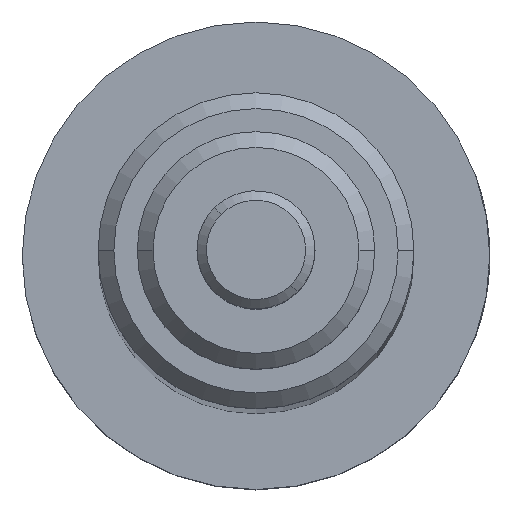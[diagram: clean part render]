
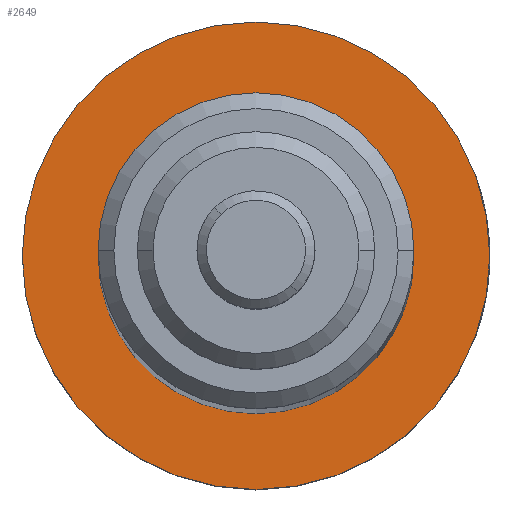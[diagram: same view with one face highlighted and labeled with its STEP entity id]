
A CAD part, top view. The second image highlights one B-rep face of the part: STEP entity #2649.
In plain terms, the highlighted face is planar.
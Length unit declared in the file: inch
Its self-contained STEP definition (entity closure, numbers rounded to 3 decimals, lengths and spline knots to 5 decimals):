
#4 = CARTESIAN_POINT ( 'NONE',  ( 4.885, 0., -0.25 ) ) ;
#24 = CARTESIAN_POINT ( 'NONE',  ( 4.885, 0.37, 0. ) ) ;
#82 = ORIENTED_EDGE ( 'NONE', *, *, #1646, .T. ) ;
#172 = CIRCLE ( 'NONE', #2137, 0.37 ) ;
#294 = DIRECTION ( 'NONE',  ( -1., 0., 0. ) ) ;
#318 = CARTESIAN_POINT ( 'NONE',  ( 4.885, 0., -0.37 ) ) ;
#429 = DIRECTION ( 'NONE',  ( 1., 0., 0. ) ) ;
#506 = DIRECTION ( 'NONE',  ( -1., 0., 0. ) ) ;
#579 = FACE_BOUND ( 'NONE', #1780, .T. ) ;
#596 = CARTESIAN_POINT ( 'NONE',  ( 4.885, 0., 0. ) ) ;
#637 = CARTESIAN_POINT ( 'NONE',  ( 4.885, 0., 0.37 ) ) ;
#638 = EDGE_CURVE ( 'NONE', #2445, #1430, #2446, .T. ) ;
#767 = CARTESIAN_POINT ( 'NONE',  ( 4.885, 0., 0. ) ) ;
#800 = DIRECTION ( 'NONE',  ( 0., 0., 1. ) ) ;
#837 = AXIS2_PLACEMENT_3D ( 'NONE', #24, #429, #1874 ) ;
#1005 = AXIS2_PLACEMENT_3D ( 'NONE', #767, #2107, #1223 ) ;
#1006 = ORIENTED_EDGE ( 'NONE', *, *, #638, .F. ) ;
#1028 = PLANE ( 'NONE',  #837 ) ;
#1223 = DIRECTION ( 'NONE',  ( 0., 0., 1. ) ) ;
#1248 = EDGE_CURVE ( 'NONE', #1430, #2445, #2363, .T. ) ;
#1430 = VERTEX_POINT ( 'NONE', #4 ) ;
#1537 = CARTESIAN_POINT ( 'NONE',  ( 4.885, 0., 0. ) ) ;
#1646 = EDGE_CURVE ( 'NONE', #2004, #1720, #2529, .T. ) ;
#1660 = EDGE_LOOP ( 'NONE', ( #82, #2083 ) ) ;
#1720 = VERTEX_POINT ( 'NONE', #318 ) ;
#1740 = CARTESIAN_POINT ( 'NONE',  ( 4.885, 0., 0. ) ) ;
#1742 = DIRECTION ( 'NONE',  ( 0., 0., 1. ) ) ;
#1780 = EDGE_LOOP ( 'NONE', ( #1006, #2582 ) ) ;
#1874 = DIRECTION ( 'NONE',  ( 0., 0., -1. ) ) ;
#1936 = AXIS2_PLACEMENT_3D ( 'NONE', #1537, #294, #1742 ) ;
#1942 = DIRECTION ( 'NONE',  ( 0., 0., 1. ) ) ;
#2004 = VERTEX_POINT ( 'NONE', #637 ) ;
#2021 = AXIS2_PLACEMENT_3D ( 'NONE', #1740, #506, #1942 ) ;
#2038 = DIRECTION ( 'NONE',  ( -1., 0., 0. ) ) ;
#2083 = ORIENTED_EDGE ( 'NONE', *, *, #2504, .T. ) ;
#2107 = DIRECTION ( 'NONE',  ( -1., 0., 0. ) ) ;
#2137 = AXIS2_PLACEMENT_3D ( 'NONE', #596, #2038, #800 ) ;
#2164 = FACE_OUTER_BOUND ( 'NONE', #1660, .T. ) ;
#2363 = CIRCLE ( 'NONE', #2021, 0.25 ) ;
#2445 = VERTEX_POINT ( 'NONE', #2624 ) ;
#2446 = CIRCLE ( 'NONE', #1005, 0.25 ) ;
#2504 = EDGE_CURVE ( 'NONE', #1720, #2004, #172, .T. ) ;
#2529 = CIRCLE ( 'NONE', #1936, 0.37 ) ;
#2582 = ORIENTED_EDGE ( 'NONE', *, *, #1248, .F. ) ;
#2624 = CARTESIAN_POINT ( 'NONE',  ( 4.885, 0., 0.25 ) ) ;
#2649 = ADVANCED_FACE ( 'NONE', ( #579, #2164 ), #1028, .F. ) ;
